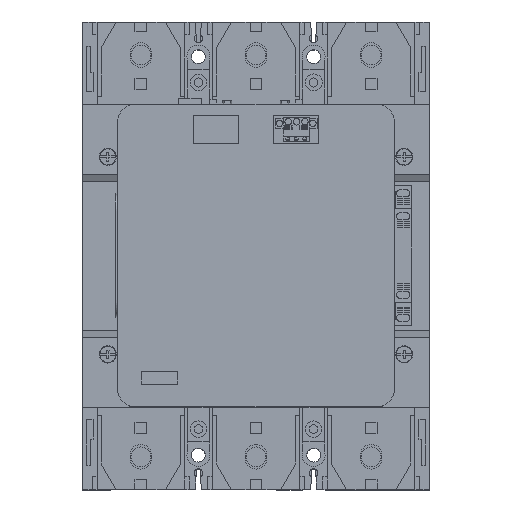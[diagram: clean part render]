
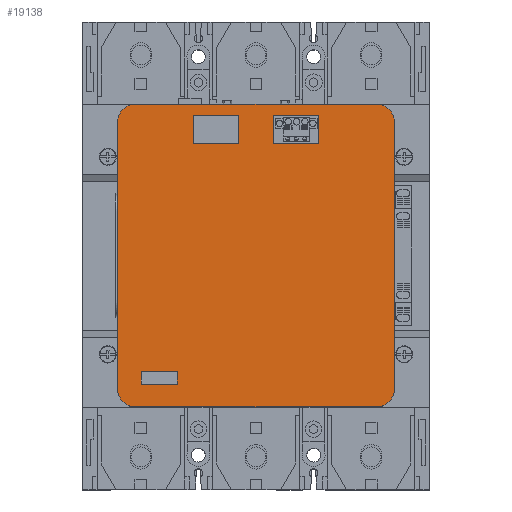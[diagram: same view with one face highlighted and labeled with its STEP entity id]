
A CAD part, top view. The second image highlights one B-rep face of the part: STEP entity #19138.
In plain terms, the highlighted planar face has unit normal (0, 0, 1).
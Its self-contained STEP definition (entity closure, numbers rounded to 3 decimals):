
#2121=DIRECTION('',(0.,-1.,0.));
#2122=VECTOR('',#2121,17.1);
#2123=CARTESIAN_POINT('',(67.075,227.15,248.5));
#2124=LINE('',#2123,#2122);
#2125=DIRECTION('',(1.,0.,0.));
#2126=VECTOR('',#2125,27.4);
#2127=CARTESIAN_POINT('',(67.075,210.05,248.5));
#2128=LINE('',#2127,#2126);
#2129=DIRECTION('',(0.,1.,0.));
#2130=VECTOR('',#2129,17.1);
#2131=CARTESIAN_POINT('',(94.475,210.05,248.5));
#2132=LINE('',#2131,#2130);
#2133=DIRECTION('',(-1.,0.,0.));
#2134=VECTOR('',#2133,27.4);
#2135=CARTESIAN_POINT('',(94.475,227.15,248.5));
#2136=LINE('',#2135,#2134);
#2137=DIRECTION('',(0.,-1.,0.));
#2138=VECTOR('',#2137,17.1);
#2139=CARTESIAN_POINT('',(116.125,227.15,248.5));
#2140=LINE('',#2139,#2138);
#2141=DIRECTION('',(1.,0.,0.));
#2142=VECTOR('',#2141,27.4);
#2143=CARTESIAN_POINT('',(116.125,210.05,248.5));
#2144=LINE('',#2143,#2142);
#2145=DIRECTION('',(0.,1.,0.));
#2146=VECTOR('',#2145,17.1);
#2147=CARTESIAN_POINT('',(143.525,210.05,248.5));
#2148=LINE('',#2147,#2146);
#2149=DIRECTION('',(-1.,0.,0.));
#2150=VECTOR('',#2149,27.4);
#2151=CARTESIAN_POINT('',(143.525,227.15,248.5));
#2152=LINE('',#2151,#2150);
#2153=CARTESIAN_POINT('',(32.262,223.,248.5));
#2154=DIRECTION('',(0.,0.,1.));
#2155=DIRECTION('',(0.,1.,0.));
#2156=AXIS2_PLACEMENT_3D('',#2153,#2154,#2155);
#2158=DIRECTION('',(1.,0.,0.));
#2159=VECTOR('',#2158,146.076);
#2160=CARTESIAN_POINT('',(32.262,234.,248.5));
#2161=LINE('',#2160,#2159);
#2162=CARTESIAN_POINT('',(178.338,223.,248.5));
#2163=DIRECTION('',(0.,0.,1.));
#2164=DIRECTION('',(1.,0.,0.));
#2165=AXIS2_PLACEMENT_3D('',#2162,#2163,#2164);
#2167=DIRECTION('',(0.,1.,0.));
#2168=VECTOR('',#2167,162.);
#2169=CARTESIAN_POINT('',(189.338,61.,248.5));
#2170=LINE('',#2169,#2168);
#2171=CARTESIAN_POINT('',(178.338,61.,248.5));
#2172=DIRECTION('',(0.,0.,1.));
#2173=DIRECTION('',(0.,-1.,0.));
#2174=AXIS2_PLACEMENT_3D('',#2171,#2172,#2173);
#2176=DIRECTION('',(1.,0.,0.));
#2177=VECTOR('',#2176,146.076);
#2178=CARTESIAN_POINT('',(32.262,50.,248.5));
#2179=LINE('',#2178,#2177);
#2180=CARTESIAN_POINT('',(32.262,61.,248.5));
#2181=DIRECTION('',(0.,0.,1.));
#2182=DIRECTION('',(-1.,0.,0.));
#2183=AXIS2_PLACEMENT_3D('',#2180,#2181,#2182);
#2185=DIRECTION('',(0.,1.,0.));
#2186=VECTOR('',#2185,162.);
#2187=CARTESIAN_POINT('',(21.262,61.,248.5));
#2188=LINE('',#2187,#2186);
#2189=DIRECTION('',(0.,-1.,0.));
#2190=VECTOR('',#2189,7.8);
#2191=CARTESIAN_POINT('',(35.625,71.6,248.5));
#2192=LINE('',#2191,#2190);
#2193=DIRECTION('',(1.,0.,0.));
#2194=VECTOR('',#2193,21.9);
#2195=CARTESIAN_POINT('',(35.625,63.8,248.5));
#2196=LINE('',#2195,#2194);
#2197=DIRECTION('',(0.,1.,0.));
#2198=VECTOR('',#2197,7.8);
#2199=CARTESIAN_POINT('',(57.525,63.8,248.5));
#2200=LINE('',#2199,#2198);
#2201=DIRECTION('',(-1.,0.,0.));
#2202=VECTOR('',#2201,21.9);
#2203=CARTESIAN_POINT('',(57.525,71.6,248.5));
#2204=LINE('',#2203,#2202);
#14256=CARTESIAN_POINT('',(67.075,227.15,248.5));
#14257=CARTESIAN_POINT('',(67.075,210.05,248.5));
#14258=VERTEX_POINT('',#14256);
#14259=VERTEX_POINT('',#14257);
#14260=CARTESIAN_POINT('',(94.475,210.05,248.5));
#14261=VERTEX_POINT('',#14260);
#14262=CARTESIAN_POINT('',(94.475,227.15,248.5));
#14263=VERTEX_POINT('',#14262);
#14264=CARTESIAN_POINT('',(116.125,227.15,248.5));
#14265=CARTESIAN_POINT('',(116.125,210.05,248.5));
#14266=VERTEX_POINT('',#14264);
#14267=VERTEX_POINT('',#14265);
#14268=CARTESIAN_POINT('',(143.525,210.05,248.5));
#14269=VERTEX_POINT('',#14268);
#14270=CARTESIAN_POINT('',(143.525,227.15,248.5));
#14271=VERTEX_POINT('',#14270);
#14792=CARTESIAN_POINT('',(32.262,234.,248.5));
#14793=CARTESIAN_POINT('',(21.262,223.,248.5));
#14794=VERTEX_POINT('',#14792);
#14795=VERTEX_POINT('',#14793);
#14800=CARTESIAN_POINT('',(189.338,223.,248.5));
#14802=VERTEX_POINT('',#14800);
#14804=CARTESIAN_POINT('',(178.338,234.,248.5));
#14805=VERTEX_POINT('',#14804);
#14808=CARTESIAN_POINT('',(178.338,50.,248.5));
#14809=CARTESIAN_POINT('',(189.338,61.,248.5));
#14810=VERTEX_POINT('',#14808);
#14811=VERTEX_POINT('',#14809);
#14816=CARTESIAN_POINT('',(21.262,61.,248.5));
#14818=VERTEX_POINT('',#14816);
#14820=CARTESIAN_POINT('',(32.262,50.,248.5));
#14821=VERTEX_POINT('',#14820);
#16098=CARTESIAN_POINT('',(35.625,71.6,248.5));
#16099=CARTESIAN_POINT('',(35.625,63.8,248.5));
#16100=VERTEX_POINT('',#16098);
#16101=VERTEX_POINT('',#16099);
#16102=CARTESIAN_POINT('',(57.525,63.8,248.5));
#16103=VERTEX_POINT('',#16102);
#16104=CARTESIAN_POINT('',(57.525,71.6,248.5));
#16105=VERTEX_POINT('',#16104);
#19087=CARTESIAN_POINT('',(0.,0.,248.5));
#19088=DIRECTION('',(0.,0.,1.));
#19089=DIRECTION('',(1.,0.,0.));
#19090=AXIS2_PLACEMENT_3D('',#19087,#19088,#19089);
#19091=PLANE('',#19090);
#19092=ORIENTED_EDGE('',*,*,#19077,.F.);
#19093=ORIENTED_EDGE('',*,*,#18677,.T.);
#19095=ORIENTED_EDGE('',*,*,#19094,.F.);
#19097=ORIENTED_EDGE('',*,*,#19096,.F.);
#19099=ORIENTED_EDGE('',*,*,#19098,.F.);
#19101=ORIENTED_EDGE('',*,*,#19100,.F.);
#19103=ORIENTED_EDGE('',*,*,#19102,.F.);
#19105=ORIENTED_EDGE('',*,*,#19104,.T.);
#19106=EDGE_LOOP('',(#19092,#19093,#19095,#19097,#19099,#19101,#19103,#19105));
#19107=FACE_OUTER_BOUND('',#19106,.F.);
#19109=ORIENTED_EDGE('',*,*,#19108,.T.);
#19111=ORIENTED_EDGE('',*,*,#19110,.T.);
#19113=ORIENTED_EDGE('',*,*,#19112,.T.);
#19115=ORIENTED_EDGE('',*,*,#19114,.T.);
#19116=EDGE_LOOP('',(#19109,#19111,#19113,#19115));
#19117=FACE_BOUND('',#19116,.F.);
#19119=ORIENTED_EDGE('',*,*,#19118,.T.);
#19121=ORIENTED_EDGE('',*,*,#19120,.T.);
#19123=ORIENTED_EDGE('',*,*,#19122,.T.);
#19125=ORIENTED_EDGE('',*,*,#19124,.T.);
#19126=EDGE_LOOP('',(#19119,#19121,#19123,#19125));
#19127=FACE_BOUND('',#19126,.F.);
#19129=ORIENTED_EDGE('',*,*,#19128,.T.);
#19131=ORIENTED_EDGE('',*,*,#19130,.T.);
#19133=ORIENTED_EDGE('',*,*,#19132,.T.);
#19135=ORIENTED_EDGE('',*,*,#19134,.T.);
#19136=EDGE_LOOP('',(#19129,#19131,#19133,#19135));
#19137=FACE_BOUND('',#19136,.F.);
#19138=ADVANCED_FACE('',(#19107,#19117,#19127,#19137),#19091,.T.);
#2157=CIRCLE('',#2156,11.);
#2166=CIRCLE('',#2165,11.);
#2175=CIRCLE('',#2174,11.);
#2184=CIRCLE('',#2183,11.);
#18677=EDGE_CURVE('',#14794,#14805,#2161,.T.);
#19077=EDGE_CURVE('',#14794,#14795,#2157,.T.);
#19094=EDGE_CURVE('',#14802,#14805,#2166,.T.);
#19096=EDGE_CURVE('',#14811,#14802,#2170,.T.);
#19098=EDGE_CURVE('',#14810,#14811,#2175,.T.);
#19100=EDGE_CURVE('',#14821,#14810,#2179,.T.);
#19102=EDGE_CURVE('',#14818,#14821,#2184,.T.);
#19104=EDGE_CURVE('',#14818,#14795,#2188,.T.);
#19108=EDGE_CURVE('',#14266,#14267,#2140,.T.);
#19110=EDGE_CURVE('',#14267,#14269,#2144,.T.);
#19112=EDGE_CURVE('',#14269,#14271,#2148,.T.);
#19114=EDGE_CURVE('',#14271,#14266,#2152,.T.);
#19118=EDGE_CURVE('',#14258,#14259,#2124,.T.);
#19120=EDGE_CURVE('',#14259,#14261,#2128,.T.);
#19122=EDGE_CURVE('',#14261,#14263,#2132,.T.);
#19124=EDGE_CURVE('',#14263,#14258,#2136,.T.);
#19128=EDGE_CURVE('',#16100,#16101,#2192,.T.);
#19130=EDGE_CURVE('',#16101,#16103,#2196,.T.);
#19132=EDGE_CURVE('',#16103,#16105,#2200,.T.);
#19134=EDGE_CURVE('',#16105,#16100,#2204,.T.);
